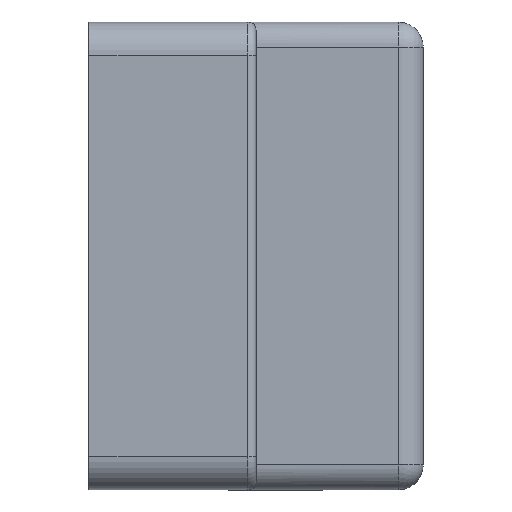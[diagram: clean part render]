
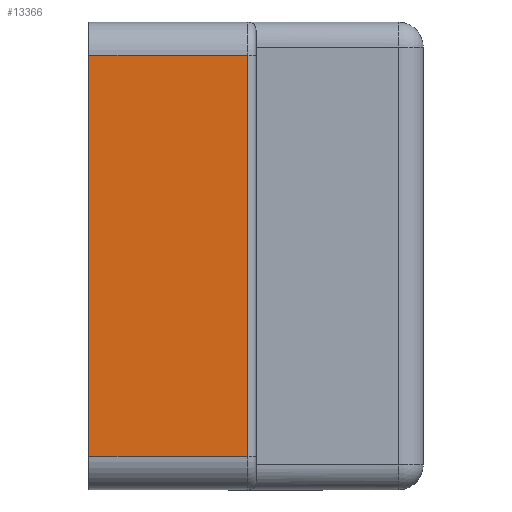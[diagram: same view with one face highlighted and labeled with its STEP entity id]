
A CAD part, left-side view. The second image highlights one B-rep face of the part: STEP entity #13366.
In plain terms, the highlighted planar face has unit normal (-1, 0, 0).
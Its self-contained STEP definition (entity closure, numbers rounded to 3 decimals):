
#95 = VERTEX_POINT ( 'NONE', #12903 ) ;
#351 = LINE ( 'NONE', #5389, #8651 ) ;
#475 = CARTESIAN_POINT ( 'NONE',  ( -24., 0., 14. ) ) ;
#1858 = LINE ( 'NONE', #5036, #7628 ) ;
#2736 = FACE_OUTER_BOUND ( 'NONE', #8808, .T. ) ;
#3376 = EDGE_CURVE ( 'NONE', #4710, #7726, #351, .T. ) ;
#3761 = VECTOR ( 'NONE', #4612, 1000. ) ;
#4381 = DIRECTION ( 'NONE',  ( 0., 0., -1. ) ) ;
#4541 = CARTESIAN_POINT ( 'NONE',  ( -24., 9.5, -12. ) ) ;
#4612 = DIRECTION ( 'NONE',  ( 0., 1., 0. ) ) ;
#4710 = VERTEX_POINT ( 'NONE', #11474 ) ;
#4778 = VECTOR ( 'NONE', #4847, 1000. ) ;
#4847 = DIRECTION ( 'NONE',  ( 0., 0., -1. ) ) ;
#5036 = CARTESIAN_POINT ( 'NONE',  ( -24., 0., -12. ) ) ;
#5389 = CARTESIAN_POINT ( 'NONE',  ( -24., 9.5, 14. ) ) ;
#5565 = CARTESIAN_POINT ( 'NONE',  ( -24., 0., -12. ) ) ;
#5970 = ORIENTED_EDGE ( 'NONE', *, *, #3376, .T. ) ;
#6611 = LINE ( 'NONE', #6711, #3761 ) ;
#6711 = CARTESIAN_POINT ( 'NONE',  ( -24., 0., 12. ) ) ;
#6880 = ORIENTED_EDGE ( 'NONE', *, *, #9587, .T. ) ;
#7304 = LINE ( 'NONE', #475, #4778 ) ;
#7628 = VECTOR ( 'NONE', #12615, 1000. ) ;
#7726 = VERTEX_POINT ( 'NONE', #4541 ) ;
#8025 = DIRECTION ( 'NONE',  ( 1., 0., 0. ) ) ;
#8378 = ORIENTED_EDGE ( 'NONE', *, *, #9104, .T. ) ;
#8651 = VECTOR ( 'NONE', #4381, 1000. ) ;
#8808 = EDGE_LOOP ( 'NONE', ( #8378, #5970, #6880, #9681 ) ) ;
#9070 = AXIS2_PLACEMENT_3D ( 'NONE', #10223, #8025, #12397 ) ;
#9104 = EDGE_CURVE ( 'NONE', #95, #4710, #6611, .T. ) ;
#9587 = EDGE_CURVE ( 'NONE', #7726, #11292, #1858, .T. ) ;
#9681 = ORIENTED_EDGE ( 'NONE', *, *, #14023, .F. ) ;
#10223 = CARTESIAN_POINT ( 'NONE',  ( -24., 0., 14. ) ) ;
#11292 = VERTEX_POINT ( 'NONE', #5565 ) ;
#11334 = PLANE ( 'NONE',  #9070 ) ;
#11474 = CARTESIAN_POINT ( 'NONE',  ( -24., 9.5, 12. ) ) ;
#12397 = DIRECTION ( 'NONE',  ( 0., 0., -1. ) ) ;
#12615 = DIRECTION ( 'NONE',  ( 0., -1., 0. ) ) ;
#12903 = CARTESIAN_POINT ( 'NONE',  ( -24., 0., 12. ) ) ;
#13366 = ADVANCED_FACE ( 'NONE', ( #2736 ), #11334, .F. ) ;
#14023 = EDGE_CURVE ( 'NONE', #95, #11292, #7304, .T. ) ;
